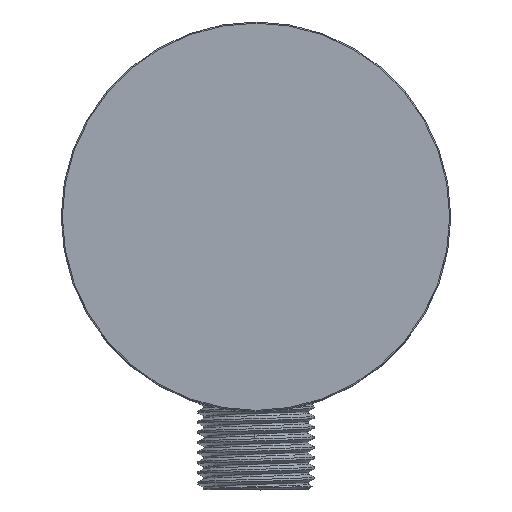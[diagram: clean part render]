
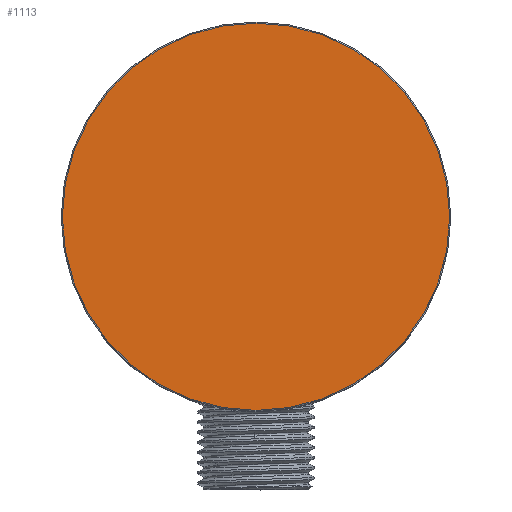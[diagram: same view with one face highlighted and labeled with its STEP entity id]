
A CAD part, top view. The second image highlights one B-rep face of the part: STEP entity #1113.
In plain terms, the highlighted face is planar.
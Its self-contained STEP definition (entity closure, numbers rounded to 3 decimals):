
#434=ORIENTED_EDGE('',*,*,#579,.T.);
#579=EDGE_CURVE('',#914,#914,#633,.F.);
#633=CIRCLE('',#1285,34.65);
#738=EDGE_LOOP('',(#434));
#780=PLANE('',#1284);
#914=VERTEX_POINT('',#5497);
#1024=FACE_BOUND('',#738,.T.);
#1113=ADVANCED_FACE('',(#1024),#780,.F.);
#1284=AXIS2_PLACEMENT_3D('',#5495,#1558,#1559);
#1285=AXIS2_PLACEMENT_3D('',#5496,#1560,#1561);
#1558=DIRECTION('',(0.,-1.,0.));
#1559=DIRECTION('',(-1.,0.,0.));
#1560=DIRECTION('',(0.,-1.,0.));
#1561=DIRECTION('',(0.,0.,-1.));
#5495=CARTESIAN_POINT('',(0.,26.5,0.));
#5496=CARTESIAN_POINT('',(0.,26.5,0.));
#5497=CARTESIAN_POINT('',(0.,26.5,-34.65));
